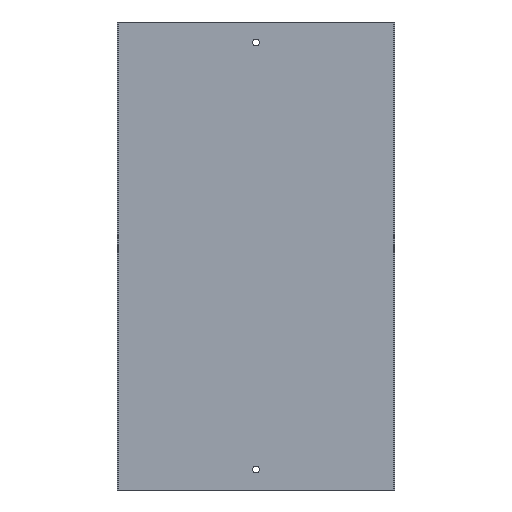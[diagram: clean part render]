
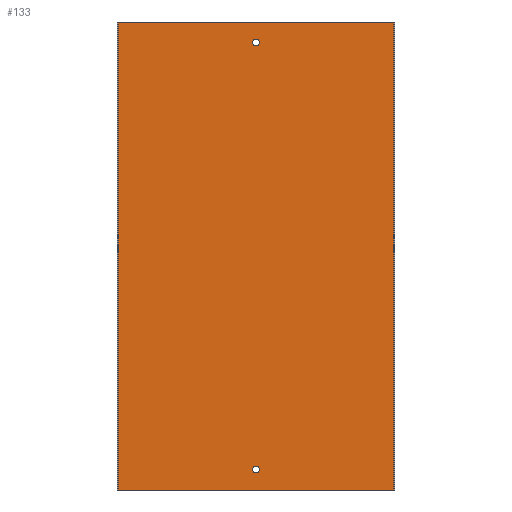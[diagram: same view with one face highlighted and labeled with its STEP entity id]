
A CAD part, front view. The second image highlights one B-rep face of the part: STEP entity #133.
In plain terms, the highlighted planar face has unit normal (0, -1, 0).
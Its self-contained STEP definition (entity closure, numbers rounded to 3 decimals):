
#25 = CARTESIAN_POINT ( 'NONE',  ( -101., 0., 343. ) ) ;
#26 = DIRECTION ( 'NONE',  ( 0., 0., -1. ) ) ;
#29 = CARTESIAN_POINT ( 'NONE',  ( 101., 0., 343. ) ) ;
#31 = CARTESIAN_POINT ( 'NONE',  ( 0., 0., 328. ) ) ;
#32 = DIRECTION ( 'NONE',  ( 0., -1., 0. ) ) ;
#33 = DIRECTION ( 'NONE',  ( 0., 0., 1. ) ) ;
#34 = CARTESIAN_POINT ( 'NONE',  ( 0., 0., 15. ) ) ;
#35 = DIRECTION ( 'NONE',  ( 0., -1., 0. ) ) ;
#36 = DIRECTION ( 'NONE',  ( 0., 0., 1. ) ) ;
#38 = CARTESIAN_POINT ( 'NONE',  ( -101., 0., 0. ) ) ;
#39 = CARTESIAN_POINT ( 'NONE',  ( -101., 0., 343. ) ) ;
#40 = DIRECTION ( 'NONE',  ( 0., 0., -1. ) ) ;
#41 = DIRECTION ( 'NONE',  ( 1., 0., 0. ) ) ;
#42 = CARTESIAN_POINT ( 'NONE',  ( -101., 0., 343. ) ) ;
#43 = DIRECTION ( 'NONE',  ( 1., 0., 0. ) ) ;
#62 = CARTESIAN_POINT ( 'NONE',  ( 101., 0., 0. ) ) ;
#63 = CARTESIAN_POINT ( 'NONE',  ( 101., 0., 343. ) ) ;
#64 = CARTESIAN_POINT ( 'NONE',  ( -101., 0., 0. ) ) ;
#69 = CARTESIAN_POINT ( 'NONE',  ( 0., 0., 330.5 ) ) ;
#75 = ORIENTED_EDGE ( 'NONE', *, *, #213, .F. ) ;
#82 = DIRECTION ( 'NONE',  ( 0., 0., 1. ) ) ;
#84 = DIRECTION ( 'NONE',  ( 0., 1., 0. ) ) ;
#92 = CARTESIAN_POINT ( 'NONE',  ( -101., 0., 343. ) ) ;
#94 = PLANE ( 'NONE',  #182 ) ;
#133 = ADVANCED_FACE ( 'NONE', ( #326, #330, #328 ), #94, .F. ) ;
#145 = CARTESIAN_POINT ( 'NONE',  ( 0., 0., 17.5 ) ) ;
#182 = AXIS2_PLACEMENT_3D ( 'NONE', #92, #84, #82 ) ;
#187 = ORIENTED_EDGE ( 'NONE', *, *, #211, .F. ) ;
#202 = EDGE_CURVE ( 'NONE', #309, #321, #375, .T. ) ;
#204 = EDGE_CURVE ( 'NONE', #402, #402, #377, .T. ) ;
#209 = EDGE_CURVE ( 'NONE', #386, #386, #383, .T. ) ;
#211 = EDGE_CURVE ( 'NONE', #320, #319, #382, .T. ) ;
#212 = EDGE_CURVE ( 'NONE', #321, #319, #379, .T. ) ;
#213 = EDGE_CURVE ( 'NONE', #309, #320, #387, .T. ) ;
#242 = AXIS2_PLACEMENT_3D ( 'NONE', #31, #32, #33 ) ;
#243 = AXIS2_PLACEMENT_3D ( 'NONE', #34, #35, #36 ) ;
#246 = EDGE_LOOP ( 'NONE', ( #297, #187, #75, #280 ) ) ;
#248 = EDGE_LOOP ( 'NONE', ( #277 ) ) ;
#256 = EDGE_LOOP ( 'NONE', ( #263 ) ) ;
#263 = ORIENTED_EDGE ( 'NONE', *, *, #209, .F. ) ;
#277 = ORIENTED_EDGE ( 'NONE', *, *, #204, .F. ) ;
#280 = ORIENTED_EDGE ( 'NONE', *, *, #202, .T. ) ;
#297 = ORIENTED_EDGE ( 'NONE', *, *, #212, .T. ) ;
#309 = VERTEX_POINT ( 'NONE', #39 ) ;
#319 = VERTEX_POINT ( 'NONE', #62 ) ;
#320 = VERTEX_POINT ( 'NONE', #63 ) ;
#321 = VERTEX_POINT ( 'NONE', #64 ) ;
#326 = FACE_BOUND ( 'NONE', #248, .T. ) ;
#328 = FACE_OUTER_BOUND ( 'NONE', #246, .T. ) ;
#330 = FACE_BOUND ( 'NONE', #256, .T. ) ;
#375 = LINE ( 'NONE', #25, #378 ) ;
#377 = CIRCLE ( 'NONE', #242, 2.5 ) ;
#378 = VECTOR ( 'NONE', #26, 1000. ) ;
#379 = LINE ( 'NONE', #38, #388 ) ;
#382 = LINE ( 'NONE', #29, #384 ) ;
#383 = CIRCLE ( 'NONE', #243, 2.5 ) ;
#384 = VECTOR ( 'NONE', #40, 1000. ) ;
#386 = VERTEX_POINT ( 'NONE', #145 ) ;
#387 = LINE ( 'NONE', #42, #390 ) ;
#388 = VECTOR ( 'NONE', #41, 1000. ) ;
#390 = VECTOR ( 'NONE', #43, 1000. ) ;
#402 = VERTEX_POINT ( 'NONE', #69 ) ;
